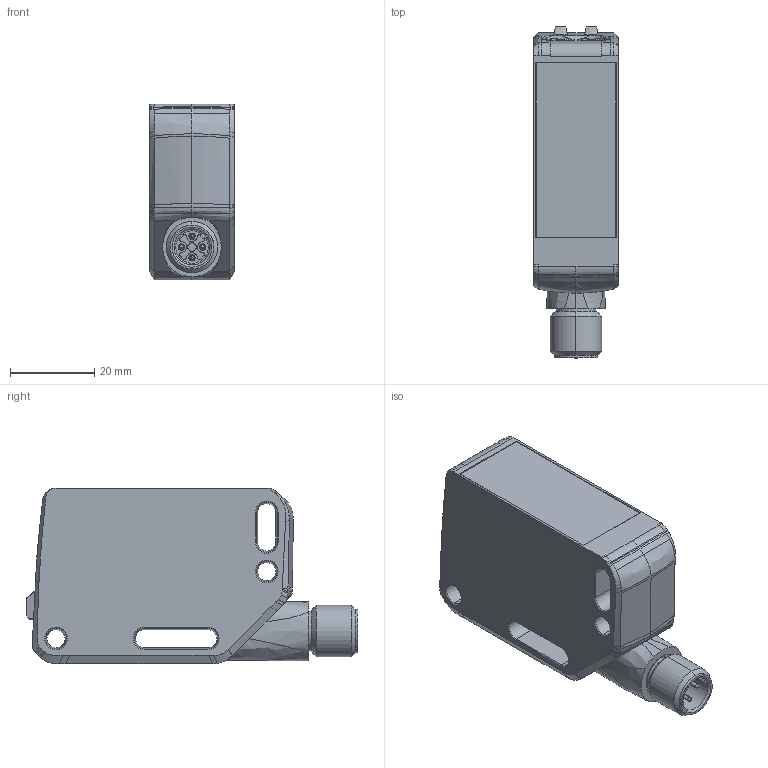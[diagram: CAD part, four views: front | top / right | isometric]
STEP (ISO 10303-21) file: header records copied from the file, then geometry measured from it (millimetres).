
FILE_DESCRIPTION((''),'2;1');
FILE_NAME('CAD-8577','2022-10-27T10:12:04',('creinig-se'),(''),'CREO PARAMETRIC BY PTC INC, 2019292','CREO PARAMETRIC BY PTC INC, 2019292','');
FILE_SCHEMA(('CONFIG_CONTROL_DESIGN','SHAPE_APPEARANCE_LAYERS_GROUPS'));
Length unit declared in the file: millimetre
Products named in the file (1): CAD-8577
Bounding box: 20 x 78.75 x 41.7 mm (x, y, z)
Volume: 46415.9 mm3; surface area: 11710.2 mm2
Topology: 1 solids, 1 shells, 422 faces, 1183 edges, 776 vertices
Faces by surface type: plane 138, bspline 126, cylinder 92, cone 57, sphere 4, torus 3, revolution 2
Entity records: 21722 total; most frequent: CARTESIAN_POINT 7062, ORIENTED_EDGE 2324, DIRECTION 1871, PRESENTATION_STYLE_ASSIGNMENT 1240, STYLED_ITEM 1173, CURVE_STYLE 1172, EDGE_CURVE 1162, VERTEX_POINT 758
